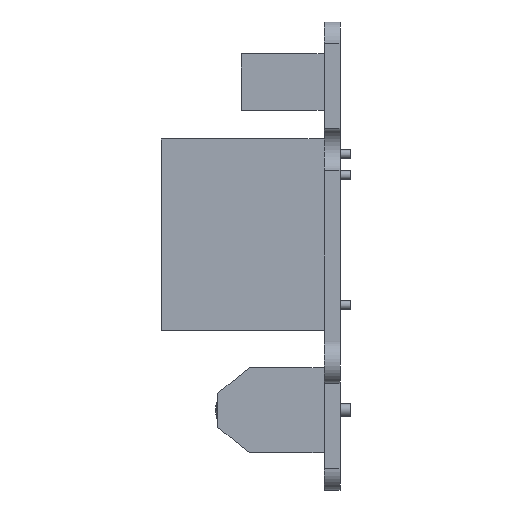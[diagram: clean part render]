
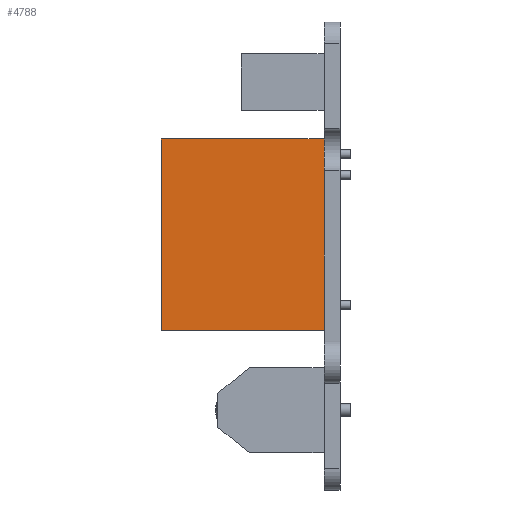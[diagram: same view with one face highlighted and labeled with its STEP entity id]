
A CAD part, left-side view. The second image highlights one B-rep face of the part: STEP entity #4788.
In plain terms, the highlighted face is planar.
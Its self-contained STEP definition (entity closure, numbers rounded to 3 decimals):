
#20 = ORIENTED_EDGE ( 'NONE', *, *, #4567, .T. ) ;
#378 = DIRECTION ( 'NONE',  ( -1., 0., 0. ) ) ;
#604 = CARTESIAN_POINT ( 'NONE',  ( 9., 15.3, -7.5 ) ) ;
#855 = FACE_OUTER_BOUND ( 'NONE', #2697, .T. ) ;
#892 = VERTEX_POINT ( 'NONE', #5241 ) ;
#977 = CARTESIAN_POINT ( 'NONE',  ( 9., 0., -7.5 ) ) ;
#1346 = CARTESIAN_POINT ( 'NONE',  ( -9., 15.3, -7.5 ) ) ;
#1389 = DIRECTION ( 'NONE',  ( 0., 0., 1. ) ) ;
#2090 = ORIENTED_EDGE ( 'NONE', *, *, #5574, .F. ) ;
#2580 = LINE ( 'NONE', #604, #5421 ) ;
#2697 = EDGE_LOOP ( 'NONE', ( #5665, #2090, #2838, #20 ) ) ;
#2762 = VERTEX_POINT ( 'NONE', #6214 ) ;
#2838 = ORIENTED_EDGE ( 'NONE', *, *, #4326, .F. ) ;
#3019 = AXIS2_PLACEMENT_3D ( 'NONE', #5430, #1389, #3354 ) ;
#3295 = VECTOR ( 'NONE', #5841, 1000. ) ;
#3309 = VECTOR ( 'NONE', #378, 1000. ) ;
#3354 = DIRECTION ( 'NONE',  ( 1., 0., 0. ) ) ;
#3397 = LINE ( 'NONE', #5395, #3309 ) ;
#3800 = DIRECTION ( 'NONE',  ( 0., -1., 0. ) ) ;
#3845 = CARTESIAN_POINT ( 'NONE',  ( -9., 0., -7.5 ) ) ;
#4326 = EDGE_CURVE ( 'NONE', #892, #4781, #3397, .T. ) ;
#4567 = EDGE_CURVE ( 'NONE', #892, #5630, #2580, .T. ) ;
#4781 = VERTEX_POINT ( 'NONE', #4943 ) ;
#4788 = ADVANCED_FACE ( 'NONE', ( #855 ), #5883, .F. ) ;
#4927 = LINE ( 'NONE', #1346, #5285 ) ;
#4943 = CARTESIAN_POINT ( 'NONE',  ( -9., 15.3, -7.5 ) ) ;
#5106 = EDGE_CURVE ( 'NONE', #5630, #2762, #6130, .T. ) ;
#5241 = CARTESIAN_POINT ( 'NONE',  ( 9., 15.3, -7.5 ) ) ;
#5285 = VECTOR ( 'NONE', #3800, 1000. ) ;
#5395 = CARTESIAN_POINT ( 'NONE',  ( -9., 15.3, -7.5 ) ) ;
#5421 = VECTOR ( 'NONE', #6104, 1000. ) ;
#5430 = CARTESIAN_POINT ( 'NONE',  ( -9., 15.3, -7.5 ) ) ;
#5574 = EDGE_CURVE ( 'NONE', #4781, #2762, #4927, .T. ) ;
#5630 = VERTEX_POINT ( 'NONE', #977 ) ;
#5665 = ORIENTED_EDGE ( 'NONE', *, *, #5106, .T. ) ;
#5841 = DIRECTION ( 'NONE',  ( -1., 0., 0. ) ) ;
#5883 = PLANE ( 'NONE',  #3019 ) ;
#6104 = DIRECTION ( 'NONE',  ( 0., -1., 0. ) ) ;
#6130 = LINE ( 'NONE', #3845, #3295 ) ;
#6214 = CARTESIAN_POINT ( 'NONE',  ( -9., 0., -7.5 ) ) ;
